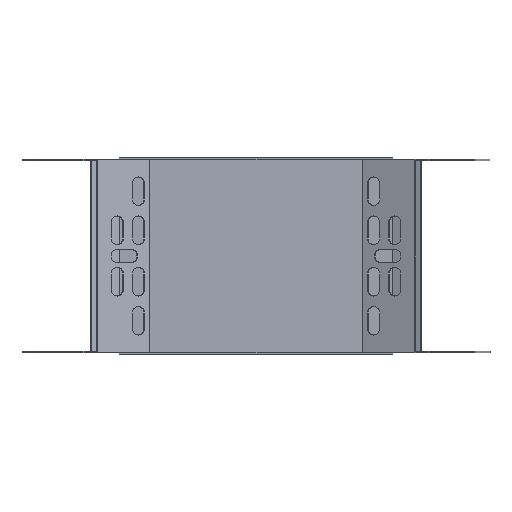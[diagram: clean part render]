
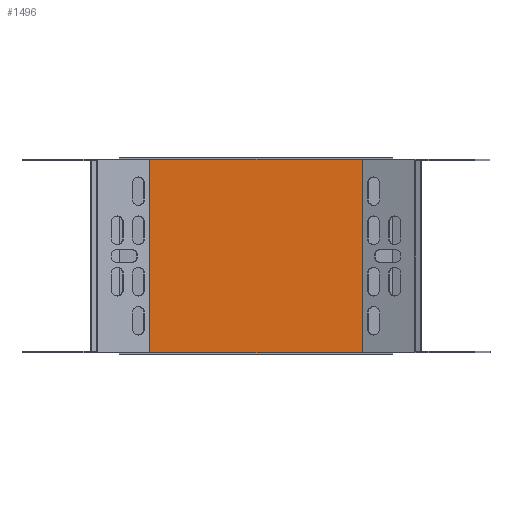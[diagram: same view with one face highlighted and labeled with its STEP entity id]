
A CAD part, front view. The second image highlights one B-rep face of the part: STEP entity #1496.
In plain terms, the highlighted planar face has unit normal (0, -1, 0).
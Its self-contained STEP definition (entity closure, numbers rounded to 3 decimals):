
#209 = FACE_OUTER_BOUND ( 'NONE', #606, .T. ) ;
#307 = VECTOR ( 'NONE', #7015, 1000. ) ;
#330 = DIRECTION ( 'NONE',  ( 1., 0., 0. ) ) ;
#335 = CARTESIAN_POINT ( 'NONE',  ( -55.75, -81., -49. ) ) ;
#549 = EDGE_CURVE ( 'NONE', #5252, #5670, #1404, .T. ) ;
#606 = EDGE_LOOP ( 'NONE', ( #1911, #6072, #5231, #6312 ) ) ;
#1103 = CARTESIAN_POINT ( 'NONE',  ( 56.881, -81., 50.8 ) ) ;
#1200 = EDGE_CURVE ( 'NONE', #7046, #7440, #5014, .T. ) ;
#1298 = LINE ( 'NONE', #6969, #7400 ) ;
#1404 = LINE ( 'NONE', #3274, #2790 ) ;
#1496 = ADVANCED_FACE ( 'NONE', ( #209 ), #2809, .T. ) ;
#1911 = ORIENTED_EDGE ( 'NONE', *, *, #5380, .T. ) ;
#2064 = CARTESIAN_POINT ( 'NONE',  ( 55.75, -81., 50.8 ) ) ;
#2250 = DIRECTION ( 'NONE',  ( 0., -1., 0. ) ) ;
#2790 = VECTOR ( 'NONE', #330, 1000. ) ;
#2809 = PLANE ( 'NONE',  #4707 ) ;
#3274 = CARTESIAN_POINT ( 'NONE',  ( -56.881, -81., -50.8 ) ) ;
#3307 = CARTESIAN_POINT ( 'NONE',  ( -55.75, -81., -50.8 ) ) ;
#3791 = LINE ( 'NONE', #335, #6730 ) ;
#3892 = DIRECTION ( 'NONE',  ( 0., 0., 1. ) ) ;
#3996 = CARTESIAN_POINT ( 'NONE',  ( -55.75, -81., -49. ) ) ;
#4608 = CARTESIAN_POINT ( 'NONE',  ( -55.75, -81., 50.8 ) ) ;
#4638 = DIRECTION ( 'NONE',  ( 0., 0., 1. ) ) ;
#4707 = AXIS2_PLACEMENT_3D ( 'NONE', #3996, #2250, #6370 ) ;
#5014 = LINE ( 'NONE', #1103, #307 ) ;
#5231 = ORIENTED_EDGE ( 'NONE', *, *, #7328, .F. ) ;
#5252 = VERTEX_POINT ( 'NONE', #3307 ) ;
#5380 = EDGE_CURVE ( 'NONE', #5670, #7046, #1298, .T. ) ;
#5670 = VERTEX_POINT ( 'NONE', #7244 ) ;
#6072 = ORIENTED_EDGE ( 'NONE', *, *, #1200, .T. ) ;
#6312 = ORIENTED_EDGE ( 'NONE', *, *, #549, .T. ) ;
#6370 = DIRECTION ( 'NONE',  ( -1., 0., 0. ) ) ;
#6730 = VECTOR ( 'NONE', #3892, 1000. ) ;
#6969 = CARTESIAN_POINT ( 'NONE',  ( 55.75, -81., -49. ) ) ;
#7015 = DIRECTION ( 'NONE',  ( -1., 0., 0. ) ) ;
#7046 = VERTEX_POINT ( 'NONE', #2064 ) ;
#7244 = CARTESIAN_POINT ( 'NONE',  ( 55.75, -81., -50.8 ) ) ;
#7328 = EDGE_CURVE ( 'NONE', #5252, #7440, #3791, .T. ) ;
#7400 = VECTOR ( 'NONE', #4638, 1000. ) ;
#7440 = VERTEX_POINT ( 'NONE', #4608 ) ;
